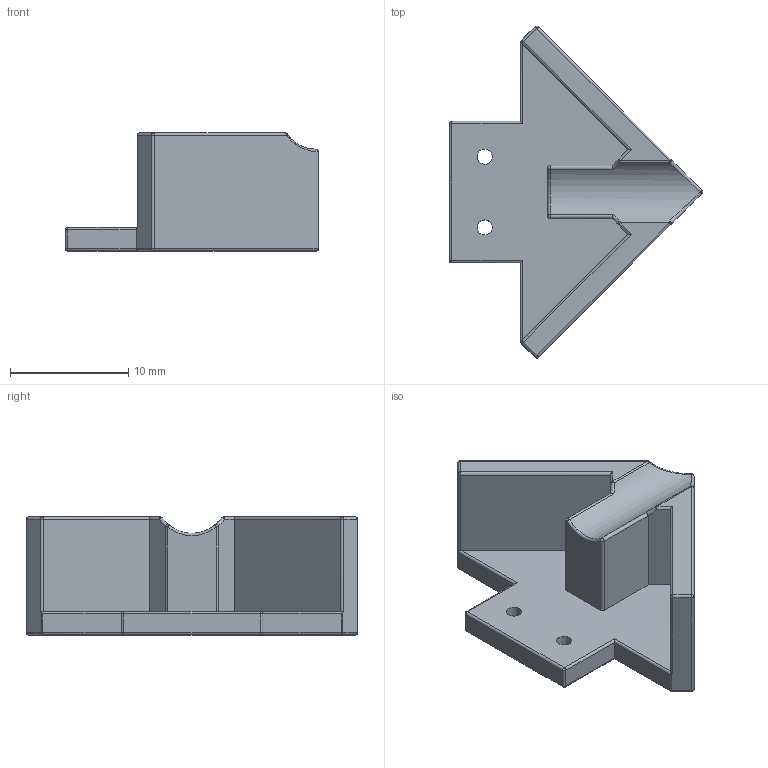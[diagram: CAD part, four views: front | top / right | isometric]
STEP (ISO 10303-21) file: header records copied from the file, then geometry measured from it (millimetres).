
FILE_DESCRIPTION(/* description */ (''),/* implementation_level */ '2;1');
FILE_NAME(/* name */ '',/* time_stamp */ '2022-10-21T15:45:35+08:00',/* author */ (''),/* organization */ (''),/* preprocessor_version */ 'ST-DEVELOPER v19.2',/* originating_system */ 'Autodesk Translation Framework v11.17.0.187',/* authorisation */ '');
FILE_SCHEMA (('AUTOMOTIVE_DESIGN { 1 0 10303 214 3 1 1 }'));
Length unit declared in the file: millimetre
Products named in the file (1): 光敏电阻安装器
Bounding box: 21.47 x 28.12 x 10 mm (x, y, z)
Volume: 1522.6 mm3; surface area: 1470 mm2
Topology: 1 solids, 1 shells, 85 faces, 183 edges, 100 vertices
Faces by surface type: cylinder 40, sphere 20, plane 20, bspline 4, torus 1
Full cylindrical faces by diameter (mm): 1.271 x2
Entity records: 2500 total; most frequent: CARTESIAN_POINT 589, DIRECTION 433, ORIENTED_EDGE 366, EDGE_CURVE 183, AXIS2_PLACEMENT_3D 172, VERTEX_POINT 100, LINE 89, VECTOR 89
